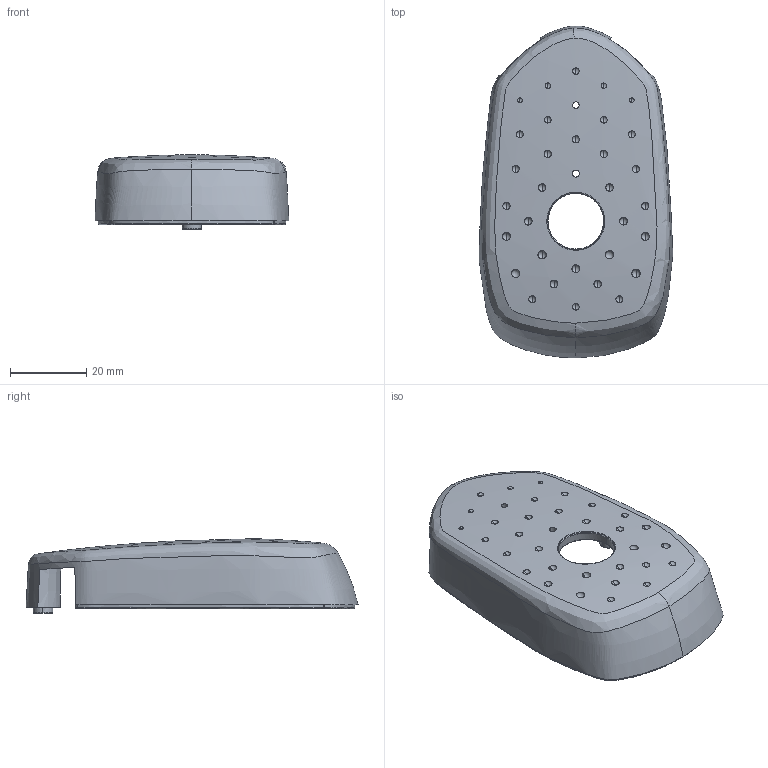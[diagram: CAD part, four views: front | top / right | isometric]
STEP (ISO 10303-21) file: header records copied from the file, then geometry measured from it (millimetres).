
FILE_DESCRIPTION (( 'STEP AP214' ), '1' );
FILE_NAME ('01-Node-Top-V3-B.STEP', '2016-02-11T10:21:29', ( '' ), ( '' ), 'SwSTEP 2.0', 'SolidWorks 2015', '' );
FILE_SCHEMA (( 'AUTOMOTIVE_DESIGN' ));
Length unit declared in the file: millimetre
Products named in the file (1): 01-Node-Top-V3-B
Bounding box: 50.75 x 87.06 x 19.5 mm (x, y, z)
Volume: 12607.1 mm3; surface area: 15924.9 mm2
Topology: 1 solids, 1 shells, 324 faces, 765 edges, 486 vertices
Faces by surface type: bspline 129, sphere 62, plane 56, cylinder 56, torus 13, cone 8
Entity records: 30468 total; most frequent: CARTESIAN_POINT 24352, ORIENTED_EDGE 1530, DIRECTION 808, EDGE_CURVE 765, VERTEX_POINT 486, B_SPLINE_CURVE_WITH_KNOTS 430, EDGE_LOOP 373, AXIS2_PLACEMENT_3D 337
